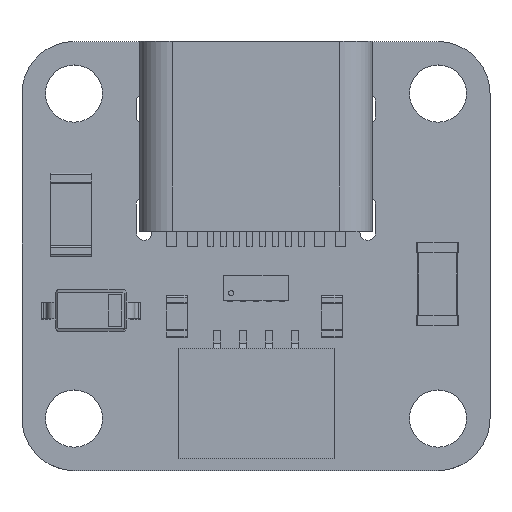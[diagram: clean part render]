
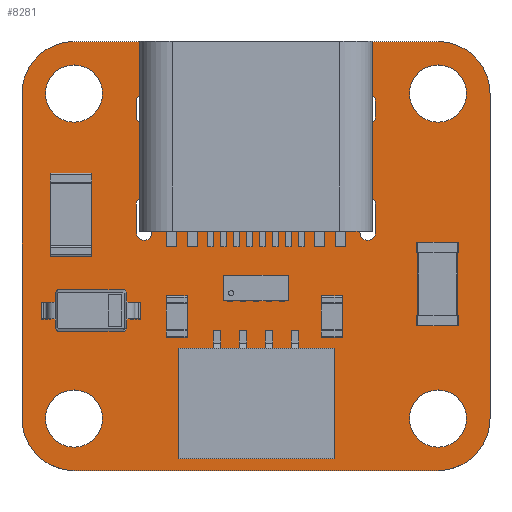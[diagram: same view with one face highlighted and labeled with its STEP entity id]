
A CAD part, top view. The second image highlights one B-rep face of the part: STEP entity #8281.
In plain terms, the highlighted planar face has unit normal (0, 0, 1).
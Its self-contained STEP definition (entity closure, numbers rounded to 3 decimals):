
#129=FACE_BOUND('',#1047,.T.);
#130=FACE_BOUND('',#1048,.T.);
#131=FACE_BOUND('',#1049,.T.);
#132=FACE_BOUND('',#1050,.T.);
#133=FACE_BOUND('',#1051,.T.);
#134=FACE_BOUND('',#1052,.T.);
#135=FACE_BOUND('',#1053,.T.);
#136=FACE_BOUND('',#1054,.T.);
#137=FACE_BOUND('',#1055,.T.);
#138=FACE_BOUND('',#1056,.T.);
#599=FACE_OUTER_BOUND('',#1046,.T.);
#1046=EDGE_LOOP('',(#7081,#7082,#7083,#7084,#7085,#7086,#7087,#7088));
#1047=EDGE_LOOP('',(#7089,#7090,#7091,#7092));
#1048=EDGE_LOOP('',(#7093,#7094,#7095,#7096));
#1049=EDGE_LOOP('',(#7097,#7098,#7099,#7100));
#1050=EDGE_LOOP('',(#7101));
#1051=EDGE_LOOP('',(#7102,#7103,#7104,#7105));
#1052=EDGE_LOOP('',(#7106));
#1053=EDGE_LOOP('',(#7107));
#1054=EDGE_LOOP('',(#7108));
#1055=EDGE_LOOP('',(#7109));
#1056=EDGE_LOOP('',(#7110));
#1259=CIRCLE('',#8971,2.);
#1277=CIRCLE('',#8993,2.);
#1278=CIRCLE('',#8994,2.);
#1279=CIRCLE('',#8995,2.);
#1280=CIRCLE('',#8996,0.3);
#1281=CIRCLE('',#8997,0.3);
#1282=CIRCLE('',#8998,0.3);
#1283=CIRCLE('',#8999,0.3);
#1284=CIRCLE('',#9000,0.3);
#1285=CIRCLE('',#9001,0.3);
#1286=CIRCLE('',#9002,0.325);
#1287=CIRCLE('',#9003,0.3);
#1288=CIRCLE('',#9004,0.3);
#1289=CIRCLE('',#9005,0.325);
#1290=CIRCLE('',#9006,1.1);
#1291=CIRCLE('',#9007,1.1);
#1292=CIRCLE('',#9008,1.1);
#1293=CIRCLE('',#9009,1.1);
#2149=LINE('',#13372,#3090);
#2152=LINE('',#13378,#3093);
#2163=LINE('',#13437,#3104);
#2164=LINE('',#13441,#3105);
#2165=LINE('',#13447,#3106);
#2166=LINE('',#13450,#3107);
#2167=LINE('',#13453,#3108);
#2168=LINE('',#13457,#3109);
#2169=LINE('',#13463,#3110);
#2170=LINE('',#13466,#3111);
#2171=LINE('',#13473,#3112);
#2172=LINE('',#13476,#3113);
#3090=VECTOR('',#11012,1.);
#3093=VECTOR('',#11017,1.);
#3104=VECTOR('',#11068,1.);
#3105=VECTOR('',#11071,1.);
#3106=VECTOR('',#11076,1.);
#3107=VECTOR('',#11079,1.);
#3108=VECTOR('',#11080,1.);
#3109=VECTOR('',#11083,1.);
#3110=VECTOR('',#11088,1.);
#3111=VECTOR('',#11091,1.);
#3112=VECTOR('',#11096,1.);
#3113=VECTOR('',#11099,1.);
#3829=VERTEX_POINT('',#13360);
#3831=VERTEX_POINT('',#13364);
#3833=VERTEX_POINT('',#13369);
#3835=VERTEX_POINT('',#13376);
#3862=VERTEX_POINT('',#13434);
#3863=VERTEX_POINT('',#13436);
#3864=VERTEX_POINT('',#13438);
#3865=VERTEX_POINT('',#13440);
#3866=VERTEX_POINT('',#13443);
#3867=VERTEX_POINT('',#13444);
#3868=VERTEX_POINT('',#13446);
#3869=VERTEX_POINT('',#13448);
#3870=VERTEX_POINT('',#13451);
#3871=VERTEX_POINT('',#13452);
#3872=VERTEX_POINT('',#13454);
#3873=VERTEX_POINT('',#13456);
#3874=VERTEX_POINT('',#13459);
#3875=VERTEX_POINT('',#13460);
#3876=VERTEX_POINT('',#13462);
#3877=VERTEX_POINT('',#13464);
#3878=VERTEX_POINT('',#13467);
#3879=VERTEX_POINT('',#13469);
#3880=VERTEX_POINT('',#13470);
#3881=VERTEX_POINT('',#13472);
#3882=VERTEX_POINT('',#13474);
#3883=VERTEX_POINT('',#13477);
#3884=VERTEX_POINT('',#13479);
#3885=VERTEX_POINT('',#13481);
#3886=VERTEX_POINT('',#13483);
#3887=VERTEX_POINT('',#13485);
#4918=EDGE_CURVE('',#3829,#3831,#1259,.T.);
#4921=EDGE_CURVE('',#3833,#3829,#2149,.T.);
#4924=EDGE_CURVE('',#3831,#3835,#2152,.T.);
#4952=EDGE_CURVE('',#3835,#3862,#1277,.T.);
#4953=EDGE_CURVE('',#3862,#3863,#2163,.T.);
#4954=EDGE_CURVE('',#3863,#3864,#1278,.T.);
#4955=EDGE_CURVE('',#3864,#3865,#2164,.T.);
#4956=EDGE_CURVE('',#3865,#3833,#1279,.T.);
#4957=EDGE_CURVE('',#3866,#3867,#1280,.T.);
#4958=EDGE_CURVE('',#3868,#3866,#2165,.T.);
#4959=EDGE_CURVE('',#3869,#3868,#1281,.T.);
#4960=EDGE_CURVE('',#3867,#3869,#2166,.T.);
#4961=EDGE_CURVE('',#3870,#3871,#2167,.T.);
#4962=EDGE_CURVE('',#3872,#3870,#1282,.T.);
#4963=EDGE_CURVE('',#3873,#3872,#2168,.T.);
#4964=EDGE_CURVE('',#3871,#3873,#1283,.T.);
#4965=EDGE_CURVE('',#3874,#3875,#1284,.T.);
#4966=EDGE_CURVE('',#3876,#3874,#2169,.T.);
#4967=EDGE_CURVE('',#3877,#3876,#1285,.T.);
#4968=EDGE_CURVE('',#3875,#3877,#2170,.T.);
#4969=EDGE_CURVE('',#3878,#3878,#1286,.T.);
#4970=EDGE_CURVE('',#3879,#3880,#1287,.T.);
#4971=EDGE_CURVE('',#3881,#3879,#2171,.T.);
#4972=EDGE_CURVE('',#3882,#3881,#1288,.T.);
#4973=EDGE_CURVE('',#3880,#3882,#2172,.T.);
#4974=EDGE_CURVE('',#3883,#3883,#1289,.T.);
#4975=EDGE_CURVE('',#3884,#3884,#1290,.T.);
#4976=EDGE_CURVE('',#3885,#3885,#1291,.T.);
#4977=EDGE_CURVE('',#3886,#3886,#1292,.T.);
#4978=EDGE_CURVE('',#3887,#3887,#1293,.T.);
#7081=ORIENTED_EDGE('',*,*,#4918,.T.);
#7082=ORIENTED_EDGE('',*,*,#4924,.T.);
#7083=ORIENTED_EDGE('',*,*,#4952,.T.);
#7084=ORIENTED_EDGE('',*,*,#4953,.T.);
#7085=ORIENTED_EDGE('',*,*,#4954,.T.);
#7086=ORIENTED_EDGE('',*,*,#4955,.T.);
#7087=ORIENTED_EDGE('',*,*,#4956,.T.);
#7088=ORIENTED_EDGE('',*,*,#4921,.T.);
#7089=ORIENTED_EDGE('',*,*,#4957,.F.);
#7090=ORIENTED_EDGE('',*,*,#4958,.F.);
#7091=ORIENTED_EDGE('',*,*,#4959,.F.);
#7092=ORIENTED_EDGE('',*,*,#4960,.F.);
#7093=ORIENTED_EDGE('',*,*,#4961,.F.);
#7094=ORIENTED_EDGE('',*,*,#4962,.F.);
#7095=ORIENTED_EDGE('',*,*,#4963,.F.);
#7096=ORIENTED_EDGE('',*,*,#4964,.F.);
#7097=ORIENTED_EDGE('',*,*,#4965,.F.);
#7098=ORIENTED_EDGE('',*,*,#4966,.F.);
#7099=ORIENTED_EDGE('',*,*,#4967,.F.);
#7100=ORIENTED_EDGE('',*,*,#4968,.F.);
#7101=ORIENTED_EDGE('',*,*,#4969,.F.);
#7102=ORIENTED_EDGE('',*,*,#4970,.F.);
#7103=ORIENTED_EDGE('',*,*,#4971,.F.);
#7104=ORIENTED_EDGE('',*,*,#4972,.F.);
#7105=ORIENTED_EDGE('',*,*,#4973,.F.);
#7106=ORIENTED_EDGE('',*,*,#4974,.F.);
#7107=ORIENTED_EDGE('',*,*,#4975,.F.);
#7108=ORIENTED_EDGE('',*,*,#4976,.F.);
#7109=ORIENTED_EDGE('',*,*,#4977,.F.);
#7110=ORIENTED_EDGE('',*,*,#4978,.F.);
#7656=PLANE('',#8992);
#8281=ADVANCED_FACE('',(#599,#129,#130,#131,#132,#133,#134,#135,#136,#137,
#138),#7656,.T.);
#8971=AXIS2_PLACEMENT_3D('',#13366,#11006,#11007);
#8992=AXIS2_PLACEMENT_3D('',#13433,#11064,#11065);
#8993=AXIS2_PLACEMENT_3D('',#13435,#11066,#11067);
#8994=AXIS2_PLACEMENT_3D('',#13439,#11069,#11070);
#8995=AXIS2_PLACEMENT_3D('',#13442,#11072,#11073);
#8996=AXIS2_PLACEMENT_3D('',#13445,#11074,#11075);
#8997=AXIS2_PLACEMENT_3D('',#13449,#11077,#11078);
#8998=AXIS2_PLACEMENT_3D('',#13455,#11081,#11082);
#8999=AXIS2_PLACEMENT_3D('',#13458,#11084,#11085);
#9000=AXIS2_PLACEMENT_3D('',#13461,#11086,#11087);
#9001=AXIS2_PLACEMENT_3D('',#13465,#11089,#11090);
#9002=AXIS2_PLACEMENT_3D('',#13468,#11092,#11093);
#9003=AXIS2_PLACEMENT_3D('',#13471,#11094,#11095);
#9004=AXIS2_PLACEMENT_3D('',#13475,#11097,#11098);
#9005=AXIS2_PLACEMENT_3D('',#13478,#11100,#11101);
#9006=AXIS2_PLACEMENT_3D('',#13480,#11102,#11103);
#9007=AXIS2_PLACEMENT_3D('',#13482,#11104,#11105);
#9008=AXIS2_PLACEMENT_3D('',#13484,#11106,#11107);
#9009=AXIS2_PLACEMENT_3D('',#13486,#11108,#11109);
#11006=DIRECTION('center_axis',(0.,0.,1.));
#11007=DIRECTION('ref_axis',(1.,0.,0.));
#11012=DIRECTION('',(0.,1.,0.));
#11017=DIRECTION('',(-1.,0.,0.));
#11064=DIRECTION('center_axis',(0.,0.,1.));
#11065=DIRECTION('ref_axis',(1.,0.,0.));
#11066=DIRECTION('center_axis',(0.,0.,1.));
#11067=DIRECTION('ref_axis',(1.,0.,0.));
#11068=DIRECTION('',(0.,-1.,0.));
#11069=DIRECTION('center_axis',(0.,0.,1.));
#11070=DIRECTION('ref_axis',(1.,0.,0.));
#11071=DIRECTION('',(1.,0.,0.));
#11072=DIRECTION('center_axis',(0.,0.,1.));
#11073=DIRECTION('ref_axis',(1.,0.,0.));
#11074=DIRECTION('center_axis',(0.,0.,1.));
#11075=DIRECTION('ref_axis',(1.,0.,0.));
#11076=DIRECTION('',(0.,-1.,0.));
#11077=DIRECTION('center_axis',(0.,0.,1.));
#11078=DIRECTION('ref_axis',(1.,0.,0.));
#11079=DIRECTION('',(0.,1.,0.));
#11080=DIRECTION('',(0.,-1.,0.));
#11081=DIRECTION('center_axis',(0.,0.,1.));
#11082=DIRECTION('ref_axis',(1.,0.,0.));
#11083=DIRECTION('',(0.,1.,0.));
#11084=DIRECTION('center_axis',(0.,0.,1.));
#11085=DIRECTION('ref_axis',(1.,0.,0.));
#11086=DIRECTION('center_axis',(0.,0.,1.));
#11087=DIRECTION('ref_axis',(1.,0.,0.));
#11088=DIRECTION('',(0.,1.,0.));
#11089=DIRECTION('center_axis',(0.,0.,1.));
#11090=DIRECTION('ref_axis',(1.,0.,0.));
#11091=DIRECTION('',(0.,-1.,0.));
#11092=DIRECTION('center_axis',(0.,0.,1.));
#11093=DIRECTION('ref_axis',(1.,0.,0.));
#11094=DIRECTION('center_axis',(0.,0.,1.));
#11095=DIRECTION('ref_axis',(1.,0.,0.));
#11096=DIRECTION('',(0.,-1.,0.));
#11097=DIRECTION('center_axis',(0.,0.,1.));
#11098=DIRECTION('ref_axis',(1.,0.,0.));
#11099=DIRECTION('',(0.,1.,0.));
#11100=DIRECTION('center_axis',(0.,0.,1.));
#11101=DIRECTION('ref_axis',(1.,0.,0.));
#11102=DIRECTION('center_axis',(0.,0.,1.));
#11103=DIRECTION('ref_axis',(1.,0.,0.));
#11104=DIRECTION('center_axis',(0.,0.,1.));
#11105=DIRECTION('ref_axis',(1.,0.,0.));
#11106=DIRECTION('center_axis',(0.,0.,1.));
#11107=DIRECTION('ref_axis',(1.,0.,0.));
#11108=DIRECTION('center_axis',(0.,0.,1.));
#11109=DIRECTION('ref_axis',(1.,0.,0.));
#13360=CARTESIAN_POINT('',(84.005,-58.543,1.6));
#13364=CARTESIAN_POINT('',(82.005,-56.543,1.6));
#13366=CARTESIAN_POINT('Origin',(82.005,-58.543,1.6));
#13369=CARTESIAN_POINT('',(84.005,-71.043,1.6));
#13372=CARTESIAN_POINT('',(84.005,-71.043,1.6));
#13376=CARTESIAN_POINT('',(68.005,-56.543,1.6));
#13378=CARTESIAN_POINT('',(82.005,-56.543,1.6));
#13433=CARTESIAN_POINT('Origin',(75.005,-64.793,1.6));
#13434=CARTESIAN_POINT('',(66.005,-58.543,1.6));
#13435=CARTESIAN_POINT('Origin',(68.005,-58.543,1.6));
#13436=CARTESIAN_POINT('',(66.005,-71.043,1.6));
#13437=CARTESIAN_POINT('',(66.005,-58.543,1.6));
#13438=CARTESIAN_POINT('',(68.005,-73.043,1.6));
#13439=CARTESIAN_POINT('Origin',(68.005,-71.043,1.6));
#13440=CARTESIAN_POINT('',(82.005,-73.043,1.6));
#13441=CARTESIAN_POINT('',(68.005,-73.043,1.6));
#13442=CARTESIAN_POINT('Origin',(82.005,-71.043,1.6));
#13443=CARTESIAN_POINT('',(70.403,-59.443,1.6));
#13444=CARTESIAN_POINT('',(71.003,-59.443,1.6));
#13445=CARTESIAN_POINT('Origin',(70.703,-59.443,1.6));
#13446=CARTESIAN_POINT('',(70.403,-58.843,1.6));
#13447=CARTESIAN_POINT('',(70.403,-58.843,1.6));
#13448=CARTESIAN_POINT('',(71.003,-58.843,1.6));
#13449=CARTESIAN_POINT('Origin',(70.703,-58.843,1.6));
#13450=CARTESIAN_POINT('',(71.003,-59.443,1.6));
#13451=CARTESIAN_POINT('',(79.003,-58.843,1.6));
#13452=CARTESIAN_POINT('',(79.003,-59.443,1.6));
#13453=CARTESIAN_POINT('',(79.003,-58.843,1.6));
#13454=CARTESIAN_POINT('',(79.603,-58.843,1.6));
#13455=CARTESIAN_POINT('Origin',(79.303,-58.843,1.6));
#13456=CARTESIAN_POINT('',(79.603,-59.443,1.6));
#13457=CARTESIAN_POINT('',(79.603,-59.443,1.6));
#13458=CARTESIAN_POINT('Origin',(79.303,-59.443,1.6));
#13459=CARTESIAN_POINT('',(79.603,-62.793,1.6));
#13460=CARTESIAN_POINT('',(79.003,-62.793,1.6));
#13461=CARTESIAN_POINT('Origin',(79.303,-62.793,1.6));
#13462=CARTESIAN_POINT('',(79.603,-63.893,1.6));
#13463=CARTESIAN_POINT('',(79.603,-63.893,1.6));
#13464=CARTESIAN_POINT('',(79.003,-63.893,1.6));
#13465=CARTESIAN_POINT('Origin',(79.303,-63.893,1.6));
#13466=CARTESIAN_POINT('',(79.003,-62.793,1.6));
#13467=CARTESIAN_POINT('',(77.568,-62.792,1.6));
#13468=CARTESIAN_POINT('Origin',(77.893,-62.792,1.6));
#13469=CARTESIAN_POINT('',(70.403,-63.893,1.6));
#13470=CARTESIAN_POINT('',(71.003,-63.893,1.6));
#13471=CARTESIAN_POINT('Origin',(70.703,-63.893,1.6));
#13472=CARTESIAN_POINT('',(70.403,-62.793,1.6));
#13473=CARTESIAN_POINT('',(70.403,-62.793,1.6));
#13474=CARTESIAN_POINT('',(71.003,-62.793,1.6));
#13475=CARTESIAN_POINT('Origin',(70.703,-62.793,1.6));
#13476=CARTESIAN_POINT('',(71.003,-63.893,1.6));
#13477=CARTESIAN_POINT('',(71.788,-62.792,1.6));
#13478=CARTESIAN_POINT('Origin',(72.113,-62.792,1.6));
#13479=CARTESIAN_POINT('',(66.905,-58.543,1.6));
#13480=CARTESIAN_POINT('Origin',(68.005,-58.543,1.6));
#13481=CARTESIAN_POINT('',(80.905,-58.543,1.6));
#13482=CARTESIAN_POINT('Origin',(82.005,-58.543,1.6));
#13483=CARTESIAN_POINT('',(80.905,-71.043,1.6));
#13484=CARTESIAN_POINT('Origin',(82.005,-71.043,1.6));
#13485=CARTESIAN_POINT('',(66.905,-71.043,1.6));
#13486=CARTESIAN_POINT('Origin',(68.005,-71.043,1.6));
